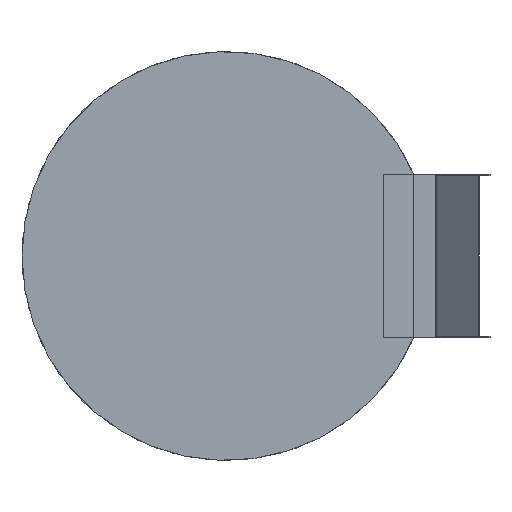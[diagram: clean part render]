
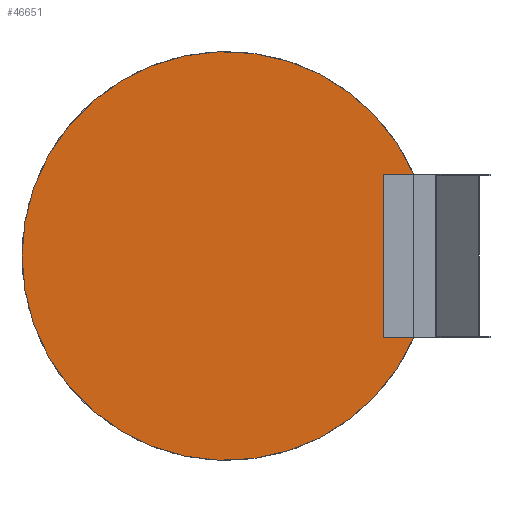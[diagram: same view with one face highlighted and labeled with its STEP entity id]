
A CAD part, front view. The second image highlights one B-rep face of the part: STEP entity #46651.
In plain terms, the highlighted planar face has unit normal (0, -1, 0).
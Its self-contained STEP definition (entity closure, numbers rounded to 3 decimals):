
#46572=CARTESIAN_POINT('',(0.,-100.,0.));
#46573=DIRECTION('',(0.,-1.,0.));
#46574=DIRECTION('',(0.917,0.,0.4));
#46575=AXIS2_PLACEMENT_3D('',#46572,#46573,#46574);
#46590=DIRECTION('',(0.,0.,-1.));
#46591=VECTOR('',#46590,100.);
#46592=CARTESIAN_POINT('',(114.564,-100.,50.));
#46593=LINE('',#46592,#46591);
#46598=CARTESIAN_POINT('',(114.564,-100.,50.));
#46599=CARTESIAN_POINT('',(114.564,-100.,-50.));
#46600=VERTEX_POINT('',#46598);
#46601=VERTEX_POINT('',#46599);
#46642=CARTESIAN_POINT('',(0.,-100.,0.));
#46643=DIRECTION('',(0.,-1.,0.));
#46644=DIRECTION('',(1.,0.,0.));
#46645=AXIS2_PLACEMENT_3D('',#46642,#46643,#46644);
#46646=PLANE('',#46645);
#46647=ORIENTED_EDGE('',*,*,#46622,.T.);
#46648=ORIENTED_EDGE('',*,*,#46634,.F.);
#46649=EDGE_LOOP('',(#46647,#46648));
#46650=FACE_OUTER_BOUND('',#46649,.F.);
#46576=CIRCLE('',#46575,125.);
#46622=EDGE_CURVE('',#46600,#46601,#46593,.T.);
#46634=EDGE_CURVE('',#46600,#46601,#46576,.T.);
#46651=ADVANCED_FACE('',(#46650),#46646,.T.);
